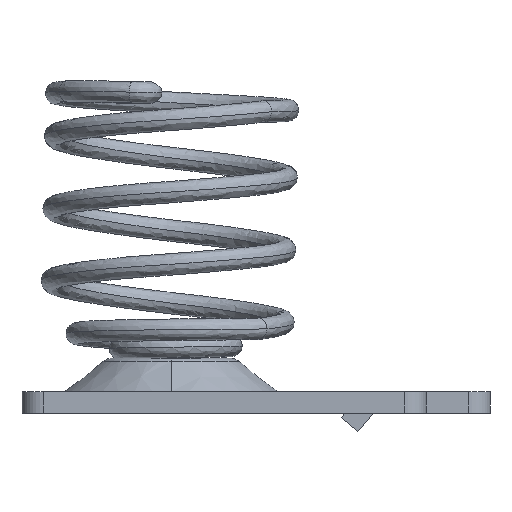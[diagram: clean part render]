
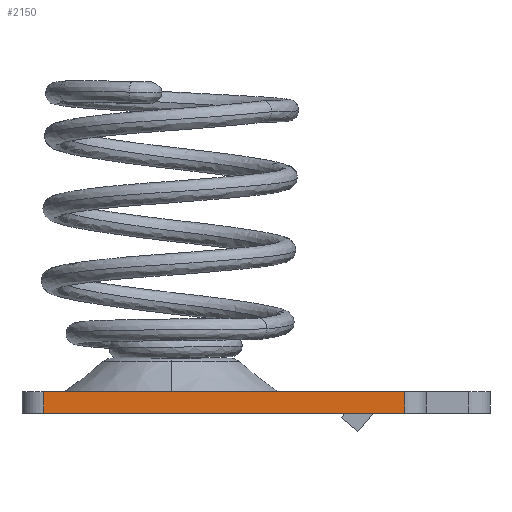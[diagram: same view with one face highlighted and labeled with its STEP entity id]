
A CAD part, left-side view. The second image highlights one B-rep face of the part: STEP entity #2150.
In plain terms, the highlighted planar face has unit normal (-1, 0, 0).
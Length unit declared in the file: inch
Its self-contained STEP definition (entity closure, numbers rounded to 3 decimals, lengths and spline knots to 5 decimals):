
#80 = DIRECTION ( 'NONE',  ( 0., 0., -1. ) ) ;
#131 = FACE_OUTER_BOUND ( 'NONE', #1208, .T. ) ;
#499 = ORIENTED_EDGE ( 'NONE', *, *, #5145, .T. ) ;
#500 = PLANE ( 'NONE',  #5751 ) ;
#836 = ORIENTED_EDGE ( 'NONE', *, *, #2325, .T. ) ;
#873 = CARTESIAN_POINT ( 'NONE',  ( -0.35992, 0.17376, -0.0174 ) ) ;
#937 = LINE ( 'NONE', #1228, #4738 ) ;
#1026 = DIRECTION ( 'NONE',  ( 1., 0., 0. ) ) ;
#1153 = VERTEX_POINT ( 'NONE', #873 ) ;
#1208 = EDGE_LOOP ( 'NONE', ( #499, #2458, #3114, #836 ) ) ;
#1228 = CARTESIAN_POINT ( 'NONE',  ( -0.35992, 0.17376, -0.0374 ) ) ;
#1295 = VECTOR ( 'NONE', #80, 39.37008 ) ;
#1522 = CARTESIAN_POINT ( 'NONE',  ( -0.35992, 0.17376, -0.0374 ) ) ;
#1921 = EDGE_CURVE ( 'NONE', #2861, #5314, #5220, .T. ) ;
#1955 = CARTESIAN_POINT ( 'NONE',  ( -0.35992, -0.16024, -0.0174 ) ) ;
#2150 = ADVANCED_FACE ( 'NONE', ( #131 ), #500, .F. ) ;
#2189 = VERTEX_POINT ( 'NONE', #1522 ) ;
#2325 = EDGE_CURVE ( 'NONE', #1153, #2189, #2635, .T. ) ;
#2458 = ORIENTED_EDGE ( 'NONE', *, *, #1921, .F. ) ;
#2586 = CARTESIAN_POINT ( 'NONE',  ( -0.35992, 0.17376, -0.0174 ) ) ;
#2602 = VECTOR ( 'NONE', #5850, 39.37008 ) ;
#2635 = LINE ( 'NONE', #2586, #1295 ) ;
#2861 = VERTEX_POINT ( 'NONE', #1955 ) ;
#3114 = ORIENTED_EDGE ( 'NONE', *, *, #3386, .F. ) ;
#3386 = EDGE_CURVE ( 'NONE', #1153, #2861, #5678, .T. ) ;
#3996 = CARTESIAN_POINT ( 'NONE',  ( -0.35992, 0.17376, -0.0174 ) ) ;
#4006 = DIRECTION ( 'NONE',  ( 0., -1., 0. ) ) ;
#4355 = VECTOR ( 'NONE', #4006, 39.37008 ) ;
#4357 = CARTESIAN_POINT ( 'NONE',  ( -0.35992, -0.16024, -0.0374 ) ) ;
#4504 = DIRECTION ( 'NONE',  ( 0., 1., 0. ) ) ;
#4698 = DIRECTION ( 'NONE',  ( 0., -1., 0. ) ) ;
#4738 = VECTOR ( 'NONE', #4698, 39.37008 ) ;
#5145 = EDGE_CURVE ( 'NONE', #2189, #5314, #937, .T. ) ;
#5220 = LINE ( 'NONE', #6344, #2602 ) ;
#5314 = VERTEX_POINT ( 'NONE', #4357 ) ;
#5511 = CARTESIAN_POINT ( 'NONE',  ( -0.35992, 0.17376, -0.0174 ) ) ;
#5678 = LINE ( 'NONE', #5511, #4355 ) ;
#5751 = AXIS2_PLACEMENT_3D ( 'NONE', #3996, #1026, #4504 ) ;
#5850 = DIRECTION ( 'NONE',  ( 0., 0., -1. ) ) ;
#6344 = CARTESIAN_POINT ( 'NONE',  ( -0.35992, -0.16024, -0.0174 ) ) ;
